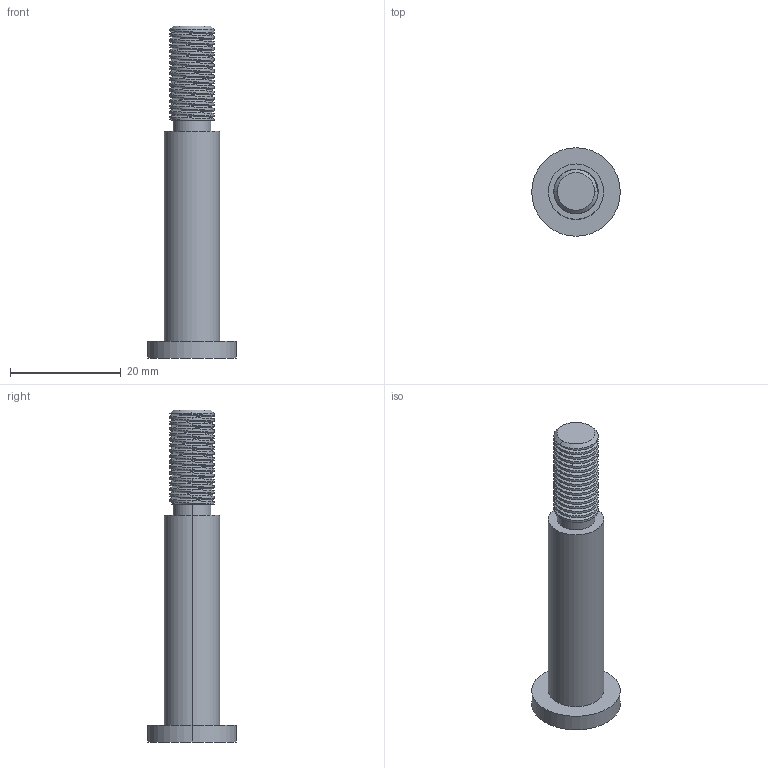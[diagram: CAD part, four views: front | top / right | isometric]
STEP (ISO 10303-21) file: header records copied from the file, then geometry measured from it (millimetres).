
FILE_DESCRIPTION((''),'2;1');
FILE_NAME('5-19','2022-01-09T15:24:26',('Y'),('FoxCAVITY'),'CREO PARAMETRIC BY PTC INC, 2020454','CREO PARAMETRIC BY PTC INC, 2020454','');
FILE_SCHEMA(('CONFIG_CONTROL_DESIGN'));
Length unit declared in the file: millimetre
Products named in the file (1): 5-19
Bounding box: 16 x 16 x 60 mm (x, y, z)
Volume: 4458.1 mm3; surface area: 2431.6 mm2
Topology: 1 solids, 1 shells, 57 faces, 150 edges, 98 vertices
Faces by surface type: cylinder 39, bspline 10, plane 6, cone 2
Entity records: 4193 total; most frequent: CARTESIAN_POINT 2919, ORIENTED_EDGE 300, DIRECTION 180, EDGE_CURVE 150, VERTEX_POINT 98, B_SPLINE_CURVE_WITH_KNOTS 81, AXIS2_PLACEMENT_3D 64, EDGE_LOOP 60
